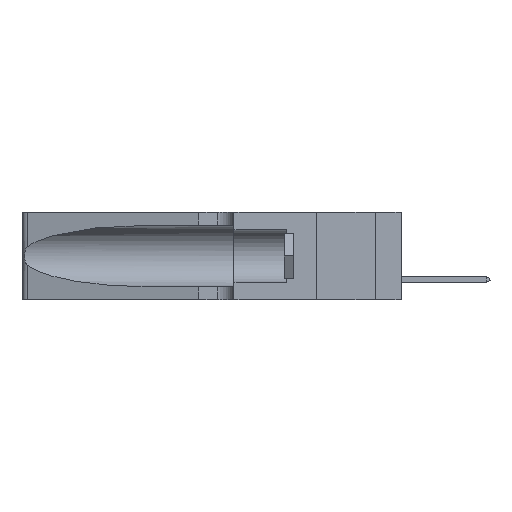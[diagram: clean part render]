
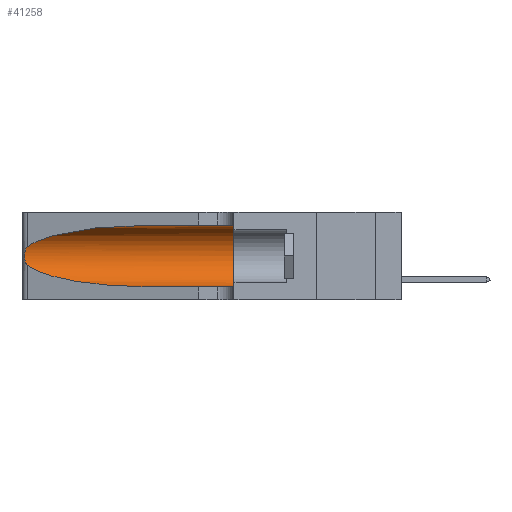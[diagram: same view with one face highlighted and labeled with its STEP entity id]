
A CAD part, left-side view. The second image highlights one B-rep face of the part: STEP entity #41258.
In plain terms, the highlighted cylindrical face has radius 3.308 mm (diameter 6.617 mm), a partial arc.
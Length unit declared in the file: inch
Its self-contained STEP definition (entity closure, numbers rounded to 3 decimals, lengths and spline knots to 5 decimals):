
#2469 = EDGE_LOOP ( 'NONE', ( #26225, #42126, #21099, #42574, #18479, #18423 ) ) ;
#3354 = CARTESIAN_POINT ( 'NONE',  ( 0.25854, 1.2359, 0.20912 ) ) ;
#3700 = DIRECTION ( 'NONE',  ( 0., 0., 1. ) ) ;
#5609 = VERTEX_POINT ( 'NONE', #9164 ) ;
#6400 = CARTESIAN_POINT ( 'NONE',  ( 0.25787, 1.23484, 0.2124 ) ) ;
#6840 = CARTESIAN_POINT ( 'NONE',  ( 0.25487, 1.22718, 0.14631 ) ) ;
#9164 = CARTESIAN_POINT ( 'NONE',  ( 0.1305, 0.35, 0.31525 ) ) ;
#9428 = EDGE_CURVE ( 'NONE', #32988, #12085, #42743, .T. ) ;
#9536 = CARTESIAN_POINT ( 'NONE',  ( 0.1305, 0.72297, 0.31525 ) ) ;
#9889 = LINE ( 'NONE', #37983, #36536 ) ;
#10156 = CARTESIAN_POINT ( 'NONE',  ( 0.2373, 1.15595, 0.28018 ) ) ;
#11437 = CARTESIAN_POINT ( 'NONE',  ( 0.1305, 1.61858, 0.31525 ) ) ;
#11803 = CARTESIAN_POINT ( 'NONE',  ( 0.25487, 1.22718, 0.14631 ) ) ;
#12085 = VERTEX_POINT ( 'NONE', #42995 ) ;
#13522 = CARTESIAN_POINT ( 'NONE',  ( 0.18966, 0.96281, 0.31525 ) ) ;
#13673 = CARTESIAN_POINT ( 'NONE',  ( 0.25487, 1.22718, 0.22369 ) ) ;
#17561 = CARTESIAN_POINT ( 'NONE',  ( 0.1305, 1.61858, 0.185 ) ) ;
#18111 = VECTOR ( 'NONE', #38333, 39.37008 ) ;
#18423 = ORIENTED_EDGE ( 'NONE', *, *, #44967, .F. ) ;
#18479 = ORIENTED_EDGE ( 'NONE', *, *, #31266, .F. ) ;
#19816 = VERTEX_POINT ( 'NONE', #28729 ) ;
#19979 = CARTESIAN_POINT ( 'NONE',  ( 0.1305, 0.72297, 0.05475 ) ) ;
#20250 = CARTESIAN_POINT ( 'NONE',  ( 0.26017, 1.23833, 0.17102 ) ) ;
#20405 = CARTESIAN_POINT ( 'NONE',  ( 0.26075, 1.23896, 0.178 ) ) ;
#20936 = DIRECTION ( 'NONE',  ( 0., -1., 0. ) ) ;
#21099 = ORIENTED_EDGE ( 'NONE', *, *, #36468, .T. ) ;
#21328 = LINE ( 'NONE', #11437, #18111 ) ;
#21349 = DIRECTION ( 'NONE',  ( 0., 1., 0. ) ) ;
#22902 = FACE_OUTER_BOUND ( 'NONE', #2469, .T. ) ;
#23304 = CARTESIAN_POINT ( 'NONE',  ( 0.18966, 0.96281, 0.05475 ) ) ;
#24012 = CARTESIAN_POINT ( 'NONE',  ( 0.25789, 1.23486, 0.15765 ) ) ;
#24166 = CARTESIAN_POINT ( 'NONE',  ( 0.25487, 1.22718, 0.22369 ) ) ;
#24410 = VERTEX_POINT ( 'NONE', #39945 ) ;
#25867 = EDGE_CURVE ( 'NONE', #19816, #24410, #9889, .T. ) ;
#26225 = ORIENTED_EDGE ( 'NONE', *, *, #9428, .T. ) ;
#26650 = CYLINDRICAL_SURFACE ( 'NONE', #36224, 0.13025 ) ;
#27400 = DIRECTION ( 'NONE',  ( 0., 0., -1. ) ) ;
#27836 = EDGE_CURVE ( 'NONE', #12085, #38296, #29893, .T. ) ;
#28325 = CARTESIAN_POINT ( 'NONE',  ( 0.1305, 0.35, 0.185 ) ) ;
#28729 = CARTESIAN_POINT ( 'NONE',  ( 0.1305, 0.72297, 0.05475 ) ) ;
#29893 = B_SPLINE_CURVE_WITH_KNOTS ( 'NONE', 3,
 ( #24166, #34393, #38034, #6400, #3354, #41692, #41099, #20405, #20250, #41243, #24012, #37738, #30893, #6840 ),
 .UNSPECIFIED., .F., .F.,
 ( 4, 2, 2, 2, 2, 2, 4 ),
 ( 0., 0.00027, 0.00053, 0.00107, 0.0016, 0.00187, 0.00214 ),
 .UNSPECIFIED. ) ;
#30893 = CARTESIAN_POINT ( 'NONE',  ( 0.25555, 1.22993, 0.14849 ) ) ;
#31266 = EDGE_CURVE ( 'NONE', #5609, #24410, #37713, .T. ) ;
#32988 = VERTEX_POINT ( 'NONE', #9536 ) ;
#34393 = CARTESIAN_POINT ( 'NONE',  ( 0.25555, 1.22994, 0.2215 ) ) ;
#35477 =( BOUNDED_CURVE ( )  B_SPLINE_CURVE ( 3, ( #40238, #40827, #23304, #19979 ),
 .UNSPECIFIED., .F., .F. ) 
 B_SPLINE_CURVE_WITH_KNOTS ( ( 4, 4 ),
 ( 3.44316, 4.71239 ),
 .UNSPECIFIED. ) 
 CURVE ( )  GEOMETRIC_REPRESENTATION_ITEM ( )  RATIONAL_B_SPLINE_CURVE ( ( 1., 0.87, 0.87, 1. ) ) 
 REPRESENTATION_ITEM ( '' )  );
#36224 = AXIS2_PLACEMENT_3D ( 'NONE', #17561, #38228, #27400 ) ;
#36468 = EDGE_CURVE ( 'NONE', #38296, #19816, #35477, .T. ) ;
#36536 = VECTOR ( 'NONE', #20936, 39.37008 ) ;
#36865 = CARTESIAN_POINT ( 'NONE',  ( 0.1305, 0.72297, 0.31525 ) ) ;
#37713 = CIRCLE ( 'NONE', #43288, 0.13025 ) ;
#37738 = CARTESIAN_POINT ( 'NONE',  ( 0.25639, 1.23186, 0.15144 ) ) ;
#37983 = CARTESIAN_POINT ( 'NONE',  ( 0.1305, 1.61858, 0.05475 ) ) ;
#38034 = CARTESIAN_POINT ( 'NONE',  ( 0.25639, 1.23184, 0.21858 ) ) ;
#38228 = DIRECTION ( 'NONE',  ( 0., -1., 0. ) ) ;
#38296 = VERTEX_POINT ( 'NONE', #11803 ) ;
#38333 = DIRECTION ( 'NONE',  ( 0., -1., 0. ) ) ;
#39945 = CARTESIAN_POINT ( 'NONE',  ( 0.1305, 0.35, 0.05475 ) ) ;
#40238 = CARTESIAN_POINT ( 'NONE',  ( 0.25487, 1.22718, 0.14631 ) ) ;
#40827 = CARTESIAN_POINT ( 'NONE',  ( 0.2373, 1.15595, 0.08982 ) ) ;
#41099 = CARTESIAN_POINT ( 'NONE',  ( 0.26075, 1.23896, 0.19203 ) ) ;
#41243 = CARTESIAN_POINT ( 'NONE',  ( 0.25856, 1.23593, 0.16098 ) ) ;
#41258 = ADVANCED_FACE ( 'NONE', ( #22902 ), #26650, .F. ) ;
#41692 = CARTESIAN_POINT ( 'NONE',  ( 0.26018, 1.23835, 0.19895 ) ) ;
#42126 = ORIENTED_EDGE ( 'NONE', *, *, #27836, .T. ) ;
#42574 = ORIENTED_EDGE ( 'NONE', *, *, #25867, .T. ) ;
#42743 =( BOUNDED_CURVE ( )  B_SPLINE_CURVE ( 3, ( #36865, #13522, #10156, #13673 ),
 .UNSPECIFIED., .F., .F. ) 
 B_SPLINE_CURVE_WITH_KNOTS ( ( 4, 4 ),
 ( 1.5708, 2.84003 ),
 .UNSPECIFIED. ) 
 CURVE ( )  GEOMETRIC_REPRESENTATION_ITEM ( )  RATIONAL_B_SPLINE_CURVE ( ( 1., 0.87, 0.87, 1. ) ) 
 REPRESENTATION_ITEM ( '' )  );
#42995 = CARTESIAN_POINT ( 'NONE',  ( 0.25487, 1.22718, 0.22369 ) ) ;
#43288 = AXIS2_PLACEMENT_3D ( 'NONE', #28325, #21349, #3700 ) ;
#44967 = EDGE_CURVE ( 'NONE', #32988, #5609, #21328, .T. ) ;
